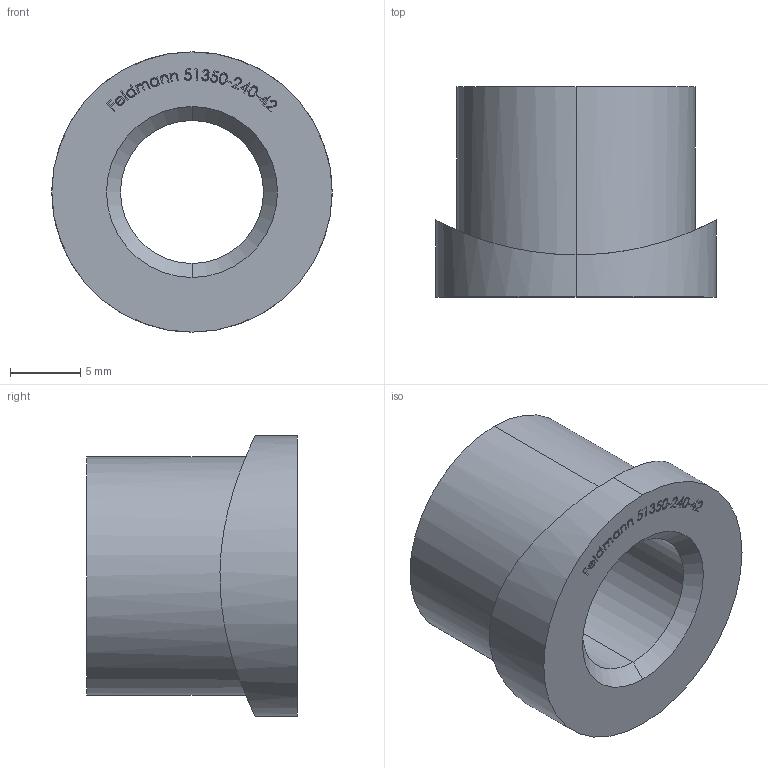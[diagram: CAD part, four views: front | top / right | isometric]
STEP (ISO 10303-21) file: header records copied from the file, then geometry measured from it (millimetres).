
FILE_DESCRIPTION (( 'STEP AP203' ), '1' );
FILE_NAME ('51350-240-42.STEP', '2016-02-16T13:18:53', ( '' ), ( '' ), 'SwSTEP 2.0', 'SolidWorks 2015', '' );
FILE_SCHEMA (( 'CONFIG_CONTROL_DESIGN' ));
Length unit declared in the file: millimetre
Products named in the file (1): 51350-240-42
Bounding box: 20 x 15 x 20 mm (x, y, z)
Volume: 2498.2 mm3; surface area: 1781.7 mm2
Topology: 1 solids, 1 shells, 269 faces, 713 edges, 474 vertices
Faces by surface type: plane 150, bspline 108, cylinder 7, cone 4
Entity records: 14601 total; most frequent: CARTESIAN_POINT 8574, ORIENTED_EDGE 1426, DIRECTION 829, EDGE_CURVE 713, LINE 481, VECTOR 481, VERTEX_POINT 474, EDGE_LOOP 299
